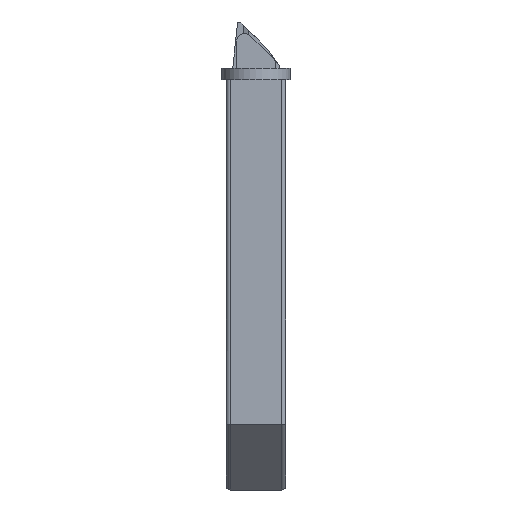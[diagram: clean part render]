
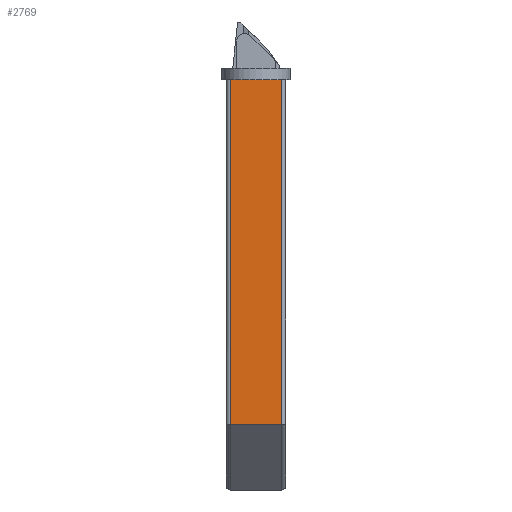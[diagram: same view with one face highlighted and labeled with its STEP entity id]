
A CAD part, front view. The second image highlights one B-rep face of the part: STEP entity #2769.
In plain terms, the highlighted planar face has unit normal (0, -1, 0).
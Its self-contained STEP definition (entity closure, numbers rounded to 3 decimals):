
#27 = VECTOR ( 'NONE', #3976, 1000. ) ;
#229 = CARTESIAN_POINT ( 'NONE',  ( 7.75, -108., 77. ) ) ;
#411 = CARTESIAN_POINT ( 'NONE',  ( 7.75, -108., -13. ) ) ;
#600 = DIRECTION ( 'NONE',  ( 0., 0., 1. ) ) ;
#721 = FACE_OUTER_BOUND ( 'NONE', #760, .T. ) ;
#726 = VECTOR ( 'NONE', #1080, 1000. ) ;
#760 = EDGE_LOOP ( 'NONE', ( #5870, #5060, #3480, #781 ) ) ;
#781 = ORIENTED_EDGE ( 'NONE', *, *, #1705, .T. ) ;
#940 = LINE ( 'NONE', #411, #726 ) ;
#975 = EDGE_CURVE ( 'NONE', #1187, #1257, #1834, .T. ) ;
#984 = CARTESIAN_POINT ( 'NONE',  ( -6.75, -108., -13. ) ) ;
#1080 = DIRECTION ( 'NONE',  ( -1., 0., 0. ) ) ;
#1187 = VERTEX_POINT ( 'NONE', #1453 ) ;
#1223 = VECTOR ( 'NONE', #3115, 1000. ) ;
#1257 = VERTEX_POINT ( 'NONE', #5953 ) ;
#1453 = CARTESIAN_POINT ( 'NONE',  ( 6.75, -108., 77. ) ) ;
#1641 = PLANE ( 'NONE',  #6319 ) ;
#1705 = EDGE_CURVE ( 'NONE', #3823, #1187, #2176, .T. ) ;
#1834 = LINE ( 'NONE', #229, #27 ) ;
#2122 = EDGE_CURVE ( 'NONE', #1257, #6247, #6866, .T. ) ;
#2176 = LINE ( 'NONE', #5304, #6533 ) ;
#2565 = EDGE_CURVE ( 'NONE', #3823, #6247, #940, .T. ) ;
#2769 = ADVANCED_FACE ( 'NONE', ( #721 ), #1641, .F. ) ;
#2850 = DIRECTION ( 'NONE',  ( 0., 0., 1. ) ) ;
#3025 = CARTESIAN_POINT ( 'NONE',  ( -6.75, -108., -13. ) ) ;
#3115 = DIRECTION ( 'NONE',  ( 0., 0., -1. ) ) ;
#3480 = ORIENTED_EDGE ( 'NONE', *, *, #2565, .F. ) ;
#3823 = VERTEX_POINT ( 'NONE', #5157 ) ;
#3976 = DIRECTION ( 'NONE',  ( -1., 0., 0. ) ) ;
#4405 = DIRECTION ( 'NONE',  ( 0., 1., 0. ) ) ;
#5060 = ORIENTED_EDGE ( 'NONE', *, *, #2122, .T. ) ;
#5157 = CARTESIAN_POINT ( 'NONE',  ( 6.75, -108., -13. ) ) ;
#5304 = CARTESIAN_POINT ( 'NONE',  ( 6.75, -108., -13. ) ) ;
#5390 = CARTESIAN_POINT ( 'NONE',  ( 7.75, -108., -13. ) ) ;
#5870 = ORIENTED_EDGE ( 'NONE', *, *, #975, .T. ) ;
#5953 = CARTESIAN_POINT ( 'NONE',  ( -6.75, -108., 77. ) ) ;
#6247 = VERTEX_POINT ( 'NONE', #3025 ) ;
#6319 = AXIS2_PLACEMENT_3D ( 'NONE', #5390, #4405, #2850 ) ;
#6533 = VECTOR ( 'NONE', #600, 1000. ) ;
#6866 = LINE ( 'NONE', #984, #1223 ) ;
